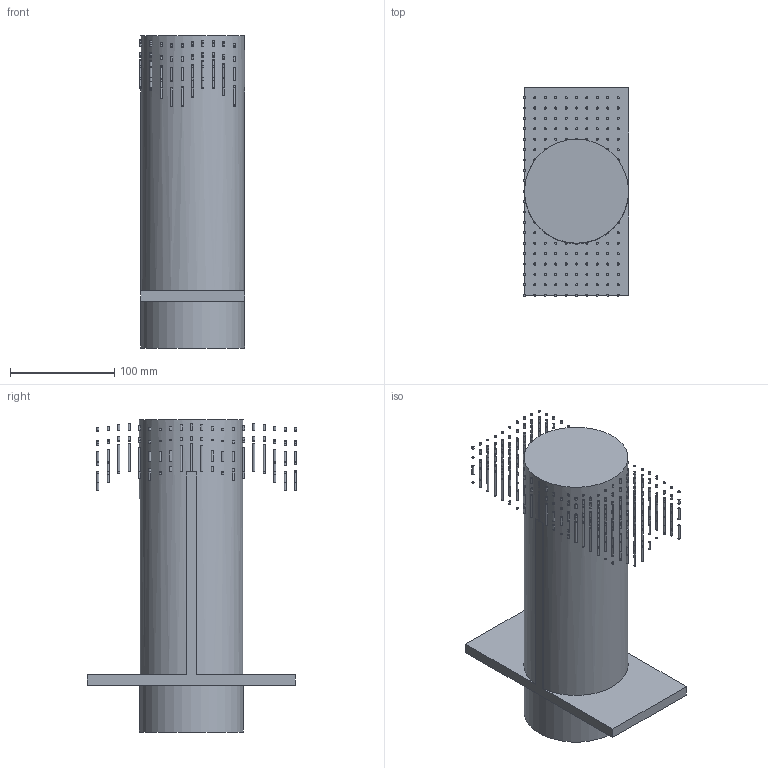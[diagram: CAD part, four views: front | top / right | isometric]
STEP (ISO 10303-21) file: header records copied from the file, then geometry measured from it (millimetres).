
FILE_DESCRIPTION(('Open CASCADE Model'),'2;1');
FILE_NAME('Open CASCADE Shape Model','2024-05-29T18:00:31',('Author'),( 'Open CASCADE'),'Open CASCADE STEP processor 7.7','Open CASCADE 7.7' ,'Unknown');
FILE_SCHEMA(('AUTOMOTIVE_DESIGN { 1 0 10303 214 1 1 1 1 }'));
Length unit declared in the file: millimetre
Products named in the file (434): Open CASCADE STEP translator 7.7 186; Open CASCADE STEP translator 7.7 186.1; Open CASCADE STEP translator 7.7 186.2; Open CASCADE STEP translator 7.7 186.3; Open CASCADE STEP translator 7.7 186.4; Open CASCADE STEP translator 7.7 186.5; Open CASCADE STEP translator 7.7 186.6; Open CASCADE STEP translator 7.7 186.7; Open CASCADE STEP translator 7.7 186.8; Open CASCADE STEP translator 7.7 186.9; Open CASCADE STEP translator 7.7 186.10; Open CASCADE STEP translator 7.7 186.11; Open CASCADE STEP translator 7.7 186.12; Open CASCADE STEP translator 7.7 186.13; Open CASCADE STEP translator 7.7 186.14; Open CASCADE STEP translator 7.7 186.15; Open CASCADE STEP translator 7.7 186.16; Open CASCADE STEP translator 7.7 186.17; Open CASCADE STEP translator 7.7 186.18; Open CASCADE STEP translator 7.7 186.19; Open CASCADE STEP translator 7.7 186.20; Open CASCADE STEP translator 7.7 186.21; Open CASCADE STEP translator 7.7 186.22; Open CASCADE STEP translator 7.7 186.23; Open CASCADE STEP translator 7.7 186.24; Open CASCADE STEP translator 7.7 186.25; Open CASCADE STEP translator 7.7 186.26; Open CASCADE STEP translator 7.7 186.27; Open CASCADE STEP translator 7.7 186.28; Open CASCADE STEP translator 7.7 186.29; Open CASCADE STEP translator 7.7 186.30; Open CASCADE STEP translator 7.7 186.31; Open CASCADE STEP translator 7.7 186.32; Open CASCADE STEP translator 7.7 186.33; Open CASCADE STEP translator 7.7 186.34; Open CASCADE STEP translator 7.7 186.35; Open CASCADE STEP translator 7.7 186.36; Open CASCADE STEP translator 7.7 186.37; Open CASCADE STEP translator 7.7 186.38; Open CASCADE STEP translator 7.7 186.39 ...
Assembly tree (433 placements, depth 2):
  Open CASCADE STEP translator 7.7 186
    Open CASCADE STEP translator 7.7 186.1
    Open CASCADE STEP translator 7.7 186.2
    Open CASCADE STEP translator 7.7 186.3
    Open CASCADE STEP translator 7.7 186.4
    Open CASCADE STEP translator 7.7 186.5
    Open CASCADE STEP translator 7.7 186.6
    Open CASCADE STEP translator 7.7 186.7
    Open CASCADE STEP translator 7.7 186.8
    Open CASCADE STEP translator 7.7 186.9
    Open CASCADE STEP translator 7.7 186.10
    Open CASCADE STEP translator 7.7 186.11
    Open CASCADE STEP translator 7.7 186.12
    Open CASCADE STEP translator 7.7 186.13
    Open CASCADE STEP translator 7.7 186.14
    Open CASCADE STEP translator 7.7 186.15
    Open CASCADE STEP translator 7.7 186.16
    Open CASCADE STEP translator 7.7 186.17
    Open CASCADE STEP translator 7.7 186.18
    Open CASCADE STEP translator 7.7 186.19
    Open CASCADE STEP translator 7.7 186.20
    Open CASCADE STEP translator 7.7 186.21
    Open CASCADE STEP translator 7.7 186.22
    Open CASCADE STEP translator 7.7 186.23
    Open CASCADE STEP translator 7.7 186.24
    Open CASCADE STEP translator 7.7 186.25
    Open CASCADE STEP translator 7.7 186.26
    Open CASCADE STEP translator 7.7 186.27
    Open CASCADE STEP translator 7.7 186.28
    Open CASCADE STEP translator 7.7 186.29
    Open CASCADE STEP translator 7.7 186.30
    Open CASCADE STEP translator 7.7 186.31
    Open CASCADE STEP translator 7.7 186.32
    Open CASCADE STEP translator 7.7 186.33
    Open CASCADE STEP translator 7.7 186.34
    Open CASCADE STEP translator 7.7 186.35
    Open CASCADE STEP translator 7.7 186.36
    Open CASCADE STEP translator 7.7 186.37
    Open CASCADE STEP translator 7.7 186.38
    Open CASCADE STEP translator 7.7 186.39
    Open CASCADE STEP translator 7.7 186.40
    Open CASCADE STEP translator 7.7 186.41
    Open CASCADE STEP translator 7.7 186.42
    Open CASCADE STEP translator 7.7 186.43
    Open CASCADE STEP translator 7.7 186.44
    Open CASCADE STEP translator 7.7 186.45
    Open CASCADE STEP translator 7.7 186.46
    Open CASCADE STEP translator 7.7 186.47
    Open CASCADE STEP translator 7.7 186.48
    Open CASCADE STEP translator 7.7 186.49
    Open CASCADE STEP translator 7.7 186.50
    Open CASCADE STEP translator 7.7 186.51
    Open CASCADE STEP translator 7.7 186.52
    Open CASCADE STEP translator 7.7 186.53
    Open CASCADE STEP translator 7.7 186.54
    Open CASCADE STEP translator 7.7 186.55
    Open CASCADE STEP translator 7.7 186.56
    Open CASCADE STEP translator 7.7 186.57
    Open CASCADE STEP translator 7.7 186.58
    Open CASCADE STEP translator 7.7 186.59
Bounding box: 101 x 201 x 300 mm (x, y, z)
Volume: 2487289.7 mm3; surface area: 158296.4 mm2
Topology: 433 solids, 433 shells, 1505 faces, 1724 edges, 1147 vertices
Faces by surface type: plane 1008, cylinder 497
Full cylindrical faces by diameter (mm): 2 x432, 100 x2
Entity records: 58683 total; most frequent: DIRECTION 9839, CARTESIAN_POINT 8946, ORIENTED_EDGE 3448, PCURVE 3448, DEFINITIONAL_REPRESENTATION 3448, AXIS2_PLACEMENT_3D 3066, LINE 2650, VECTOR 2650
